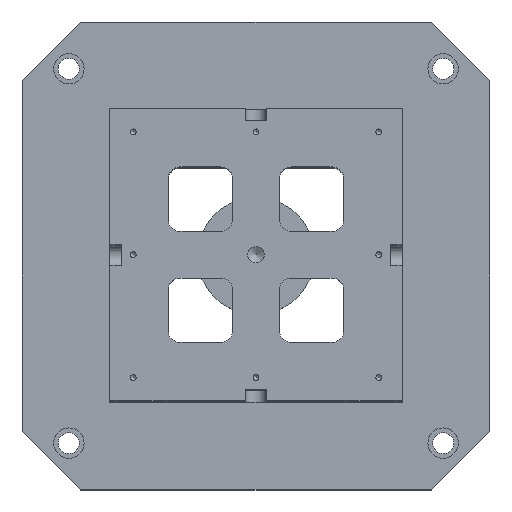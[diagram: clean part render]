
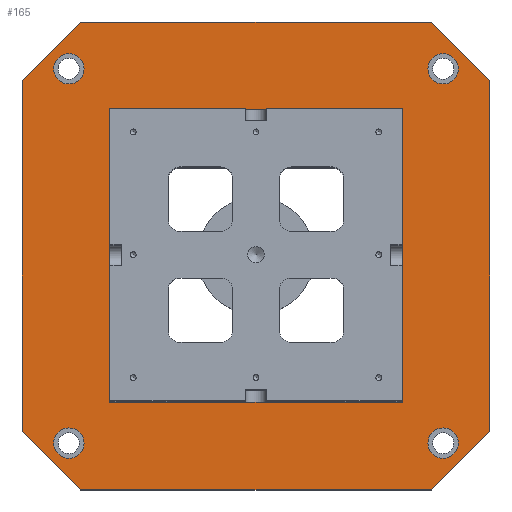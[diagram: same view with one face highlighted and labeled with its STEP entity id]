
A CAD part, top view. The second image highlights one B-rep face of the part: STEP entity #165.
In plain terms, the highlighted planar face has unit normal (0, 0, 1).
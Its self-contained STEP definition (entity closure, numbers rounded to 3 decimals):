
#165 = ADVANCED_FACE( '', ( #1073, #1074, #1075, #1076, #1077, #1078 ), #1079, .F. );
#1073 = FACE_BOUND( '', #2754, .T. );
#1074 = FACE_BOUND( '', #2755, .T. );
#1075 = FACE_BOUND( '', #2756, .T. );
#1076 = FACE_BOUND( '', #2757, .T. );
#1077 = FACE_OUTER_BOUND( '', #2758, .T. );
#1078 = FACE_BOUND( '', #2759, .T. );
#1079 = PLANE( '', #2760 );
#2754 = EDGE_LOOP( '', ( #5136 ) );
#2755 = EDGE_LOOP( '', ( #5137 ) );
#2756 = EDGE_LOOP( '', ( #5138 ) );
#2757 = EDGE_LOOP( '', ( #5139 ) );
#2758 = EDGE_LOOP( '', ( #5140, #5141, #5142, #5143, #5144, #5145, #5146, #5147 ) );
#2759 = EDGE_LOOP( '', ( #5148, #5149, #5150, #5151 ) );
#2760 = AXIS2_PLACEMENT_3D( '', #5152, #5153, #5154 );
#5136 = ORIENTED_EDGE( '', *, *, #11208, .T. );
#5137 = ORIENTED_EDGE( '', *, *, #11209, .T. );
#5138 = ORIENTED_EDGE( '', *, *, #11210, .T. );
#5139 = ORIENTED_EDGE( '', *, *, #11211, .T. );
#5140 = ORIENTED_EDGE( '', *, *, #11212, .T. );
#5141 = ORIENTED_EDGE( '', *, *, #11213, .T. );
#5142 = ORIENTED_EDGE( '', *, *, #11214, .T. );
#5143 = ORIENTED_EDGE( '', *, *, #10758, .T. );
#5144 = ORIENTED_EDGE( '', *, *, #11215, .T. );
#5145 = ORIENTED_EDGE( '', *, *, #11216, .T. );
#5146 = ORIENTED_EDGE( '', *, *, #11217, .T. );
#5147 = ORIENTED_EDGE( '', *, *, #11218, .T. );
#5148 = ORIENTED_EDGE( '', *, *, #10896, .F. );
#5149 = ORIENTED_EDGE( '', *, *, #11020, .F. );
#5150 = ORIENTED_EDGE( '', *, *, #10855, .F. );
#5151 = ORIENTED_EDGE( '', *, *, #10935, .F. );
#5152 = CARTESIAN_POINT( '', ( -200., 200., 50. ) );
#5153 = DIRECTION( '', ( 0., 0., -1. ) );
#5154 = DIRECTION( '', ( -1., 0., 0. ) );
#10758 = EDGE_CURVE( '', #12822, #12823, #12824, .F. );
#10855 = EDGE_CURVE( '', #13007, #13009, #13010, .T. );
#10896 = EDGE_CURVE( '', #13082, #13084, #13085, .T. );
#10935 = EDGE_CURVE( '', #13084, #13007, #13153, .T. );
#11020 = EDGE_CURVE( '', #13009, #13082, #13302, .T. );
#11208 = EDGE_CURVE( '', #13633, #13633, #13634, .T. );
#11209 = EDGE_CURVE( '', #13635, #13635, #13636, .T. );
#11210 = EDGE_CURVE( '', #13637, #13637, #13638, .T. );
#11211 = EDGE_CURVE( '', #13639, #13639, #13640, .T. );
#11212 = EDGE_CURVE( '', #13641, #13642, #13643, .T. );
#11213 = EDGE_CURVE( '', #13642, #13644, #13645, .F. );
#11214 = EDGE_CURVE( '', #13644, #12822, #13646, .T. );
#11215 = EDGE_CURVE( '', #12823, #13647, #13648, .T. );
#11216 = EDGE_CURVE( '', #13647, #13649, #13650, .F. );
#11217 = EDGE_CURVE( '', #13649, #13651, #13652, .T. );
#11218 = EDGE_CURVE( '', #13651, #13641, #13653, .F. );
#12822 = VERTEX_POINT( '', #16158 );
#12823 = VERTEX_POINT( '', #16159 );
#12824 = LINE( '', #16160, #16161 );
#13007 = VERTEX_POINT( '', #16412 );
#13009 = VERTEX_POINT( '', #16415 );
#13010 = LINE( '', #16416, #16417 );
#13082 = VERTEX_POINT( '', #16527 );
#13084 = VERTEX_POINT( '', #16530 );
#13085 = LINE( '', #16531, #16532 );
#13153 = LINE( '', #16637, #16638 );
#13302 = LINE( '', #16869, #16870 );
#13633 = VERTEX_POINT( '', #17386 );
#13634 = CIRCLE( '', #17387, 13. );
#13635 = VERTEX_POINT( '', #17388 );
#13636 = CIRCLE( '', #17389, 13. );
#13637 = VERTEX_POINT( '', #17390 );
#13638 = CIRCLE( '', #17391, 13. );
#13639 = VERTEX_POINT( '', #17392 );
#13640 = CIRCLE( '', #17393, 13. );
#13641 = VERTEX_POINT( '', #17394 );
#13642 = VERTEX_POINT( '', #17395 );
#13643 = LINE( '', #17396, #17397 );
#13644 = VERTEX_POINT( '', #17398 );
#13645 = LINE( '', #17399, #17400 );
#13646 = LINE( '', #17401, #17402 );
#13647 = VERTEX_POINT( '', #17403 );
#13648 = LINE( '', #17404, #17405 );
#13649 = VERTEX_POINT( '', #17406 );
#13650 = LINE( '', #17407, #17408 );
#13651 = VERTEX_POINT( '', #17409 );
#13652 = LINE( '', #17410, #17411 );
#13653 = LINE( '', #17412, #17413 );
#16158 = CARTESIAN_POINT( '', ( -200., -150., 50. ) );
#16159 = CARTESIAN_POINT( '', ( -150., -200., 50. ) );
#16160 = CARTESIAN_POINT( '', ( -150., -200., 50. ) );
#16161 = VECTOR( '', #21250, 1000. );
#16412 = CARTESIAN_POINT( '', ( 125., -125., 50. ) );
#16415 = CARTESIAN_POINT( '', ( 125., 125., 50. ) );
#16416 = CARTESIAN_POINT( '', ( 125., 200., 50. ) );
#16417 = VECTOR( '', #21401, 1000. );
#16527 = CARTESIAN_POINT( '', ( -125., 125., 50. ) );
#16530 = CARTESIAN_POINT( '', ( -125., -125., 50. ) );
#16531 = CARTESIAN_POINT( '', ( -125., 200., 50. ) );
#16532 = VECTOR( '', #21444, 1000. );
#16637 = CARTESIAN_POINT( '', ( -200., -125., 50. ) );
#16638 = VECTOR( '', #21485, 1000. );
#16869 = CARTESIAN_POINT( '', ( -200., 125., 50. ) );
#16870 = VECTOR( '', #21574, 1000. );
#17386 = CARTESIAN_POINT( '', ( -160., -173., 50. ) );
#17387 = AXIS2_PLACEMENT_3D( '', #21766, #21767, #21768 );
#17388 = CARTESIAN_POINT( '', ( 160., -173., 50. ) );
#17389 = AXIS2_PLACEMENT_3D( '', #21769, #21770, #21771 );
#17390 = CARTESIAN_POINT( '', ( 160., 147., 50. ) );
#17391 = AXIS2_PLACEMENT_3D( '', #21772, #21773, #21774 );
#17392 = CARTESIAN_POINT( '', ( -160., 147., 50. ) );
#17393 = AXIS2_PLACEMENT_3D( '', #21775, #21776, #21777 );
#17394 = CARTESIAN_POINT( '', ( 150., 200., 50. ) );
#17395 = CARTESIAN_POINT( '', ( -150., 200., 50. ) );
#17396 = CARTESIAN_POINT( '', ( 200., 200., 50. ) );
#17397 = VECTOR( '', #21778, 1000. );
#17398 = CARTESIAN_POINT( '', ( -200., 150., 50. ) );
#17399 = CARTESIAN_POINT( '', ( -200., 150., 50. ) );
#17400 = VECTOR( '', #21779, 1000. );
#17401 = CARTESIAN_POINT( '', ( -200., 200., 50. ) );
#17402 = VECTOR( '', #21780, 1000. );
#17403 = CARTESIAN_POINT( '', ( 150., -200., 50. ) );
#17404 = CARTESIAN_POINT( '', ( -200., -200., 50. ) );
#17405 = VECTOR( '', #21781, 1000. );
#17406 = CARTESIAN_POINT( '', ( 200., -150., 50. ) );
#17407 = CARTESIAN_POINT( '', ( 200., -150., 50. ) );
#17408 = VECTOR( '', #21782, 1000. );
#17409 = CARTESIAN_POINT( '', ( 200., 150., 50. ) );
#17410 = CARTESIAN_POINT( '', ( 200., -200., 50. ) );
#17411 = VECTOR( '', #21783, 1000. );
#17412 = CARTESIAN_POINT( '', ( 150., 200., 50. ) );
#17413 = VECTOR( '', #21784, 1000. );
#21250 = DIRECTION( '', ( -0.707, 0.707, 0. ) );
#21401 = DIRECTION( '', ( 0., 1., 0. ) );
#21444 = DIRECTION( '', ( 0., -1., 0. ) );
#21485 = DIRECTION( '', ( 1., 0., 0. ) );
#21574 = DIRECTION( '', ( -1., 0., 0. ) );
#21766 = CARTESIAN_POINT( '', ( -160., -160., 50. ) );
#21767 = DIRECTION( '', ( 0., 0., -1. ) );
#21768 = DIRECTION( '', ( 0., -1., 0. ) );
#21769 = CARTESIAN_POINT( '', ( 160., -160., 50. ) );
#21770 = DIRECTION( '', ( 0., 0., -1. ) );
#21771 = DIRECTION( '', ( 0., -1., 0. ) );
#21772 = CARTESIAN_POINT( '', ( 160., 160., 50. ) );
#21773 = DIRECTION( '', ( 0., 0., -1. ) );
#21774 = DIRECTION( '', ( 0., -1., 0. ) );
#21775 = CARTESIAN_POINT( '', ( -160., 160., 50. ) );
#21776 = DIRECTION( '', ( 0., 0., -1. ) );
#21777 = DIRECTION( '', ( 0., -1., 0. ) );
#21778 = DIRECTION( '', ( -1., 0., 0. ) );
#21779 = DIRECTION( '', ( 0.707, 0.707, 0. ) );
#21780 = DIRECTION( '', ( 0., -1., 0. ) );
#21781 = DIRECTION( '', ( 1., 0., 0. ) );
#21782 = DIRECTION( '', ( -0.707, -0.707, 0. ) );
#21783 = DIRECTION( '', ( 0., 1., 0. ) );
#21784 = DIRECTION( '', ( 0.707, -0.707, 0. ) );
